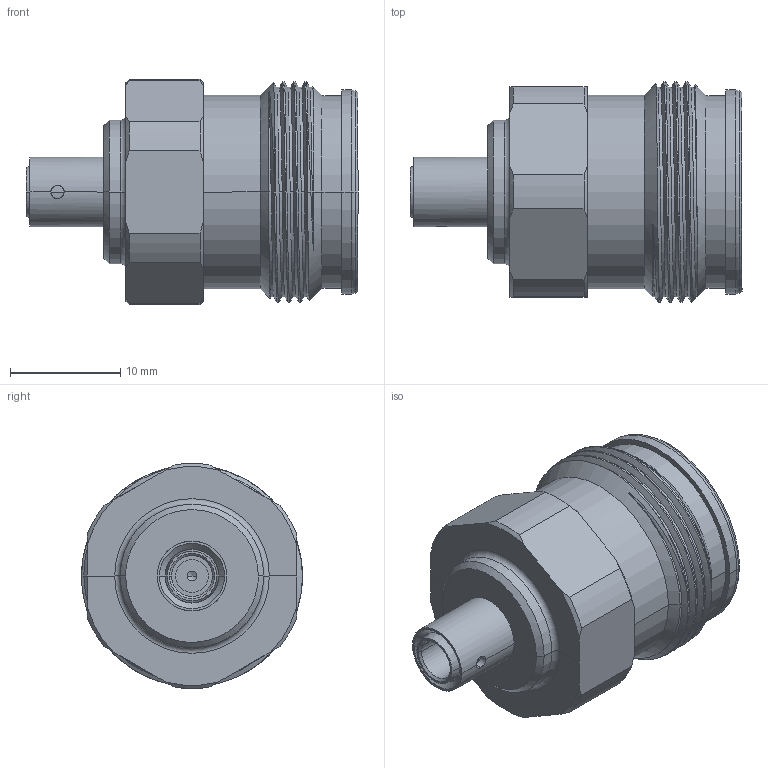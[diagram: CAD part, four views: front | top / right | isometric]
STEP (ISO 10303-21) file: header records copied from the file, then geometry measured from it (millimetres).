
FILE_DESCRIPTION (( 'STEP AP203' ), '1' );
FILE_NAME ('FMCN1924_3D.STEP', '2022-09-02T05:21:30', ( '' ), ( '' ), 'SwSTEP 2.0', 'SolidWorks 2021', '' );
FILE_SCHEMA (( 'CONFIG_CONTROL_DESIGN' ));
Length unit declared in the file: millimetre
Products named in the file (1): FMCN1924_3D
Bounding box: 30.05 x 20 x 20.37 mm (x, y, z)
Volume: 4066.9 mm3; surface area: 4424.8 mm2
Topology: 1 solids, 2 shells, 284 faces, 741 edges, 475 vertices
Faces by surface type: plane 101, cylinder 98, cone 65, torus 18, bspline 2
Entity records: 10849 total; most frequent: CARTESIAN_POINT 3913, ORIENTED_EDGE 1474, DIRECTION 1399, EDGE_CURVE 737, AXIS2_PLACEMENT_3D 548, VERTEX_POINT 475, EDGE_LOOP 306, VECTOR 303
